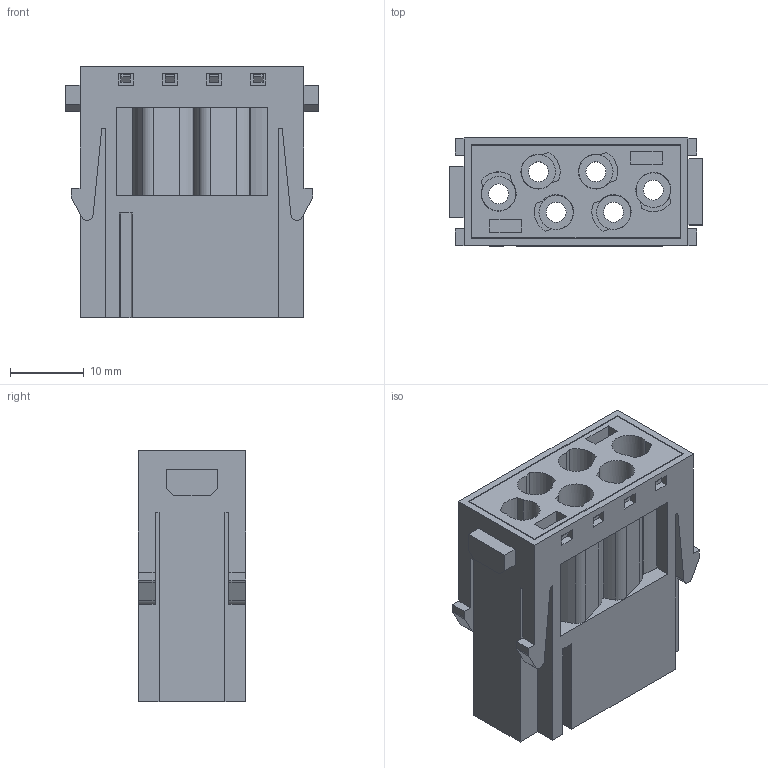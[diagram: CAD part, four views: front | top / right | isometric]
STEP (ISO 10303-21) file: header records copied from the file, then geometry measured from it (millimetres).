
FILE_DESCRIPTION(/* description */ (''),/* implementation_level */ '2;1');
FILE_NAME(/* name */ 'HME-006-MC.stp',/* time_stamp */ '2023-07-24T15:38:08+08:00',/* author */ (''),/* organization */ (''),/* preprocessor_version */ 'ST-DEVELOPER v16',/* originating_system */ 'SIEMENS PLM Software NX 10.0',/* authorisation */ '');
FILE_SCHEMA (('AUTOMOTIVE_DESIGN { 1 0 10303 214 3 1 1 1 }'));
Length unit declared in the file: millimetre
Products named in the file (1): Admi152C81298qmx
Bounding box: 34.4 x 14.6 x 34.1 mm (x, y, z)
Volume: 6784.5 mm3; surface area: 9634 mm2
Topology: 1 solids, 4 shells, 346 faces, 891 edges, 590 vertices
Faces by surface type: plane 249, cylinder 97
Full cylindrical faces by diameter (mm): 1.7 x3, 2 x3, 2.7 x6, 4 x6, 4.653 x5, 4.71 x1
Entity records: 10540 total; most frequent: CARTESIAN_POINT 2105, ORIENTED_EDGE 1732, DIRECTION 1666, EDGE_CURVE 866, VERTEX_POINT 589, LINE 558, VECTOR 558, AXIS2_PLACEMENT_3D 554
